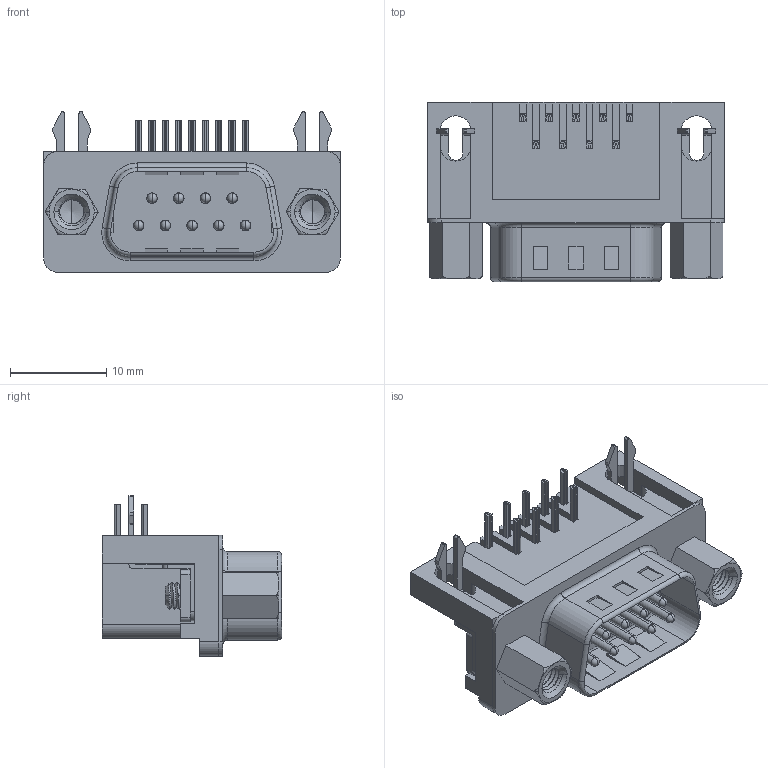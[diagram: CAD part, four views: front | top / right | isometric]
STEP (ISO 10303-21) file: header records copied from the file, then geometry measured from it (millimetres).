
FILE_DESCRIPTION((''),'2;1');
FILE_NAME('L717SDE09PA4CH4F2_ASM','2022-12-14T13:58:14',('bella.wu'),(''),'CREO PARAMETRIC BY PTC INC, 2021304','CREO PARAMETRIC BY PTC INC, 2021304','');
FILE_SCHEMA(('CONFIG_CONTROL_DESIGN'));
Length unit declared in the file: millimetre
Products named in the file (1): L717SDE09PA4CH4F2_ASM
Bounding box: 30.81 x 18.6 x 16.68 mm (x, y, z)
Volume: 2720.9 mm3; surface area: 5094.3 mm2
Topology: 17 solids, 49 shells, 862 faces, 2429 edges, 1595 vertices
Faces by surface type: plane 481, cylinder 259, bspline 50, sphere 36, cone 20, torus 16
Entity records: 36157 total; most frequent: CARTESIAN_POINT 14349, ORIENTED_EDGE 4658, DIRECTION 4191, EDGE_CURVE 2385, VECTOR 1611, LINE 1611, VERTEX_POINT 1595, AXIS2_PLACEMENT_3D 1290
